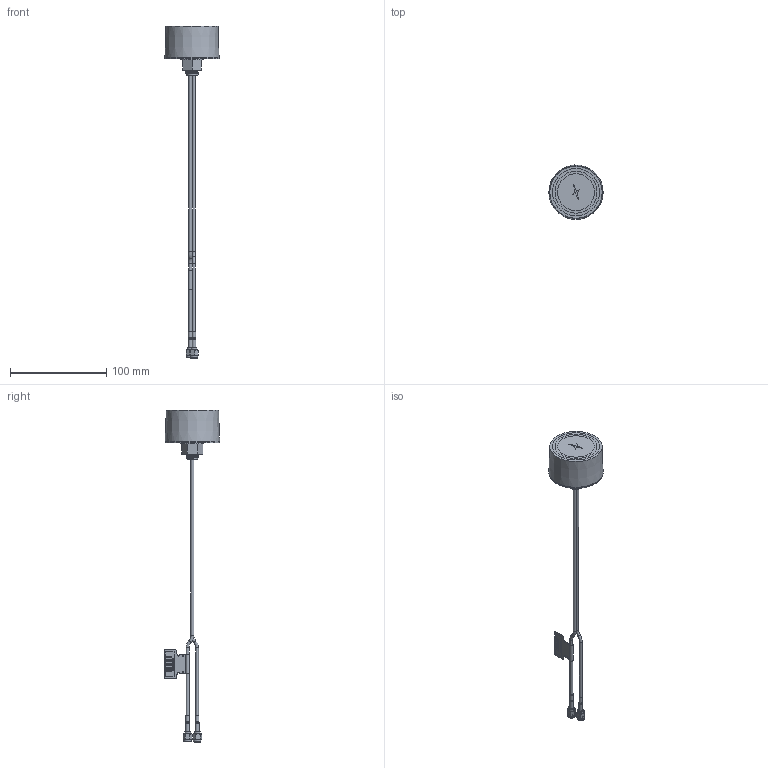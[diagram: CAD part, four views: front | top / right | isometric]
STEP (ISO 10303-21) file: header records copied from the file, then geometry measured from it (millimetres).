
FILE_DESCRIPTION (( 'STEP AP214' ), '1' );
FILE_NAME ('MA114.A.LB.001(D03) STEP Web.STEP', '2021-03-24T14:49:09', ( 'localadmin' ), ( '' ), 'SwSTEP 2.0', 'SolidWorks 2018', '' );
FILE_SCHEMA (( 'AUTOMOTIVE_DESIGN' ));
Length unit declared in the file: millimetre
Products named in the file (1): MA114.A.LB.001(D03) STEP Web
Bounding box: 56.4 x 57.25 x 344.15 mm (x, y, z)
Surface area: 27591.6 mm2 (no closed solid volume)
Topology: 0 solids, 37 shells, 181 faces, 827 edges, 679 vertices
Faces by surface type: plane 94, cylinder 53, bspline 24, cone 9, torus 1
Full cylindrical faces by diameter (mm): 0.92 x2, 2.79 x2, 3 x2, 3.6 x1, 3.8 x1, 4 x2, 6.35 x2, 6.4 x2, 7.8 x2, 10.588 x8, 24 x1, 25 x3, 56 x4
Entity records: 17459 total; most frequent: CARTESIAN_POINT 9694, DIRECTION 1068, ORIENTED_EDGE 977, EDGE_CURVE 731, VERTEX_POINT 641, LINE 512, VECTOR 512, AXIS2_PLACEMENT_3D 278
